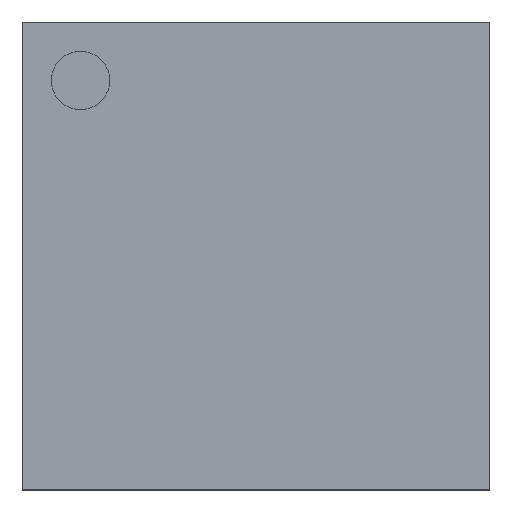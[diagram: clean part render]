
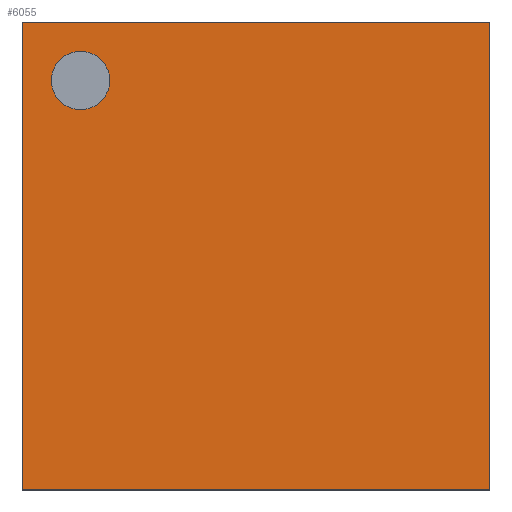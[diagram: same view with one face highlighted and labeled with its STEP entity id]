
A CAD part, top view. The second image highlights one B-rep face of the part: STEP entity #6055.
In plain terms, the highlighted planar face has unit normal (0, 0, 1).
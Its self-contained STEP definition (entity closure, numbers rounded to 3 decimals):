
#5866 = VERTEX_POINT('',#5867);
#5867 = CARTESIAN_POINT('',(-9.,-9.,2.556));
#5874 = PLANE('',#5875);
#5875 = AXIS2_PLACEMENT_3D('',#5876,#5877,#5878);
#5876 = CARTESIAN_POINT('',(-9.,-9.,0.5));
#5877 = DIRECTION('',(1.,0.,0.));
#5878 = DIRECTION('',(0.,0.,1.));
#5886 = PLANE('',#5887);
#5887 = AXIS2_PLACEMENT_3D('',#5888,#5889,#5890);
#5888 = CARTESIAN_POINT('',(-9.,-9.,0.5));
#5889 = DIRECTION('',(0.,1.,0.));
#5890 = DIRECTION('',(0.,0.,1.));
#5927 = VERTEX_POINT('',#5928);
#5928 = CARTESIAN_POINT('',(-9.,9.,2.556));
#5942 = PLANE('',#5943);
#5943 = AXIS2_PLACEMENT_3D('',#5944,#5945,#5946);
#5944 = CARTESIAN_POINT('',(-9.,9.,0.5));
#5945 = DIRECTION('',(0.,1.,0.));
#5946 = DIRECTION('',(0.,0.,1.));
#5954 = EDGE_CURVE('',#5866,#5927,#5955,.T.);
#5955 = SURFACE_CURVE('',#5956,(#5960,#5967),.PCURVE_S1.);
#5956 = LINE('',#5957,#5958);
#5957 = CARTESIAN_POINT('',(-9.,-9.,2.556));
#5958 = VECTOR('',#5959,1.);
#5959 = DIRECTION('',(0.,1.,0.));
#5960 = PCURVE('',#5874,#5961);
#5961 = DEFINITIONAL_REPRESENTATION('',(#5962),#5966);
#5962 = LINE('',#5963,#5964);
#5963 = CARTESIAN_POINT('',(2.056,0.));
#5964 = VECTOR('',#5965,1.);
#5965 = DIRECTION('',(0.,-1.));
#5966 = ( GEOMETRIC_REPRESENTATION_CONTEXT(2) 
PARAMETRIC_REPRESENTATION_CONTEXT() REPRESENTATION_CONTEXT('2D SPACE',''
  ) );
#5967 = PCURVE('',#5968,#5973);
#5968 = PLANE('',#5969);
#5969 = AXIS2_PLACEMENT_3D('',#5970,#5971,#5972);
#5970 = CARTESIAN_POINT('',(-9.,-9.,2.556));
#5971 = DIRECTION('',(0.,0.,1.));
#5972 = DIRECTION('',(1.,0.,0.));
#5973 = DEFINITIONAL_REPRESENTATION('',(#5974),#5978);
#5974 = LINE('',#5975,#5976);
#5975 = CARTESIAN_POINT('',(0.,0.));
#5976 = VECTOR('',#5977,1.);
#5977 = DIRECTION('',(0.,1.));
#5978 = ( GEOMETRIC_REPRESENTATION_CONTEXT(2) 
PARAMETRIC_REPRESENTATION_CONTEXT() REPRESENTATION_CONTEXT('2D SPACE',''
  ) );
#6007 = EDGE_CURVE('',#5866,#6008,#6010,.T.);
#6008 = VERTEX_POINT('',#6009);
#6009 = CARTESIAN_POINT('',(9.,-9.,2.556));
#6010 = SURFACE_CURVE('',#6011,(#6015,#6022),.PCURVE_S1.);
#6011 = LINE('',#6012,#6013);
#6012 = CARTESIAN_POINT('',(-9.,-9.,2.556));
#6013 = VECTOR('',#6014,1.);
#6014 = DIRECTION('',(1.,0.,0.));
#6015 = PCURVE('',#5886,#6016);
#6016 = DEFINITIONAL_REPRESENTATION('',(#6017),#6021);
#6017 = LINE('',#6018,#6019);
#6018 = CARTESIAN_POINT('',(2.056,0.));
#6019 = VECTOR('',#6020,1.);
#6020 = DIRECTION('',(0.,1.));
#6021 = ( GEOMETRIC_REPRESENTATION_CONTEXT(2) 
PARAMETRIC_REPRESENTATION_CONTEXT() REPRESENTATION_CONTEXT('2D SPACE',''
  ) );
#6022 = PCURVE('',#5968,#6023);
#6023 = DEFINITIONAL_REPRESENTATION('',(#6024),#6028);
#6024 = LINE('',#6025,#6026);
#6025 = CARTESIAN_POINT('',(0.,0.));
#6026 = VECTOR('',#6027,1.);
#6027 = DIRECTION('',(1.,0.));
#6028 = ( GEOMETRIC_REPRESENTATION_CONTEXT(2) 
PARAMETRIC_REPRESENTATION_CONTEXT() REPRESENTATION_CONTEXT('2D SPACE',''
  ) );
#6044 = PLANE('',#6045);
#6045 = AXIS2_PLACEMENT_3D('',#6046,#6047,#6048);
#6046 = CARTESIAN_POINT('',(9.,-9.,0.5));
#6047 = DIRECTION('',(1.,0.,0.));
#6048 = DIRECTION('',(0.,0.,1.));
#6055 = ADVANCED_FACE('',(#6056,#6104),#5968,.T.);
#6056 = FACE_BOUND('',#6057,.T.);
#6057 = EDGE_LOOP('',(#6058,#6059,#6060,#6083));
#6058 = ORIENTED_EDGE('',*,*,#5954,.F.);
#6059 = ORIENTED_EDGE('',*,*,#6007,.T.);
#6060 = ORIENTED_EDGE('',*,*,#6061,.T.);
#6061 = EDGE_CURVE('',#6008,#6062,#6064,.T.);
#6062 = VERTEX_POINT('',#6063);
#6063 = CARTESIAN_POINT('',(9.,9.,2.556));
#6064 = SURFACE_CURVE('',#6065,(#6069,#6076),.PCURVE_S1.);
#6065 = LINE('',#6066,#6067);
#6066 = CARTESIAN_POINT('',(9.,-9.,2.556));
#6067 = VECTOR('',#6068,1.);
#6068 = DIRECTION('',(0.,1.,0.));
#6069 = PCURVE('',#5968,#6070);
#6070 = DEFINITIONAL_REPRESENTATION('',(#6071),#6075);
#6071 = LINE('',#6072,#6073);
#6072 = CARTESIAN_POINT('',(18.,0.));
#6073 = VECTOR('',#6074,1.);
#6074 = DIRECTION('',(0.,1.));
#6075 = ( GEOMETRIC_REPRESENTATION_CONTEXT(2) 
PARAMETRIC_REPRESENTATION_CONTEXT() REPRESENTATION_CONTEXT('2D SPACE',''
  ) );
#6076 = PCURVE('',#6044,#6077);
#6077 = DEFINITIONAL_REPRESENTATION('',(#6078),#6082);
#6078 = LINE('',#6079,#6080);
#6079 = CARTESIAN_POINT('',(2.056,0.));
#6080 = VECTOR('',#6081,1.);
#6081 = DIRECTION('',(0.,-1.));
#6082 = ( GEOMETRIC_REPRESENTATION_CONTEXT(2) 
PARAMETRIC_REPRESENTATION_CONTEXT() REPRESENTATION_CONTEXT('2D SPACE',''
  ) );
#6083 = ORIENTED_EDGE('',*,*,#6084,.F.);
#6084 = EDGE_CURVE('',#5927,#6062,#6085,.T.);
#6085 = SURFACE_CURVE('',#6086,(#6090,#6097),.PCURVE_S1.);
#6086 = LINE('',#6087,#6088);
#6087 = CARTESIAN_POINT('',(-9.,9.,2.556));
#6088 = VECTOR('',#6089,1.);
#6089 = DIRECTION('',(1.,0.,0.));
#6090 = PCURVE('',#5968,#6091);
#6091 = DEFINITIONAL_REPRESENTATION('',(#6092),#6096);
#6092 = LINE('',#6093,#6094);
#6093 = CARTESIAN_POINT('',(0.,18.));
#6094 = VECTOR('',#6095,1.);
#6095 = DIRECTION('',(1.,0.));
#6096 = ( GEOMETRIC_REPRESENTATION_CONTEXT(2) 
PARAMETRIC_REPRESENTATION_CONTEXT() REPRESENTATION_CONTEXT('2D SPACE',''
  ) );
#6097 = PCURVE('',#5942,#6098);
#6098 = DEFINITIONAL_REPRESENTATION('',(#6099),#6103);
#6099 = LINE('',#6100,#6101);
#6100 = CARTESIAN_POINT('',(2.056,0.));
#6101 = VECTOR('',#6102,1.);
#6102 = DIRECTION('',(0.,1.));
#6103 = ( GEOMETRIC_REPRESENTATION_CONTEXT(2) 
PARAMETRIC_REPRESENTATION_CONTEXT() REPRESENTATION_CONTEXT('2D SPACE',''
  ) );
#6104 = FACE_BOUND('',#6105,.T.);
#6105 = EDGE_LOOP('',(#6106));
#6106 = ORIENTED_EDGE('',*,*,#6107,.F.);
#6107 = EDGE_CURVE('',#6108,#6108,#6110,.T.);
#6108 = VERTEX_POINT('',#6109);
#6109 = CARTESIAN_POINT('',(-5.625,6.75,2.556));
#6110 = SURFACE_CURVE('',#6111,(#6116,#6123),.PCURVE_S1.);
#6111 = CIRCLE('',#6112,1.125);
#6112 = AXIS2_PLACEMENT_3D('',#6113,#6114,#6115);
#6113 = CARTESIAN_POINT('',(-6.75,6.75,2.556));
#6114 = DIRECTION('',(0.,0.,1.));
#6115 = DIRECTION('',(1.,0.,0.));
#6116 = PCURVE('',#5968,#6117);
#6117 = DEFINITIONAL_REPRESENTATION('',(#6118),#6122);
#6118 = CIRCLE('',#6119,1.125);
#6119 = AXIS2_PLACEMENT_2D('',#6120,#6121);
#6120 = CARTESIAN_POINT('',(2.25,15.75));
#6121 = DIRECTION('',(1.,0.));
#6122 = ( GEOMETRIC_REPRESENTATION_CONTEXT(2) 
PARAMETRIC_REPRESENTATION_CONTEXT() REPRESENTATION_CONTEXT('2D SPACE',''
  ) );
#6123 = PCURVE('',#6124,#6129);
#6124 = CYLINDRICAL_SURFACE('',#6125,1.125);
#6125 = AXIS2_PLACEMENT_3D('',#6126,#6127,#6128);
#6126 = CARTESIAN_POINT('',(-6.75,6.75,2.3));
#6127 = DIRECTION('',(0.,0.,1.));
#6128 = DIRECTION('',(1.,0.,0.));
#6129 = DEFINITIONAL_REPRESENTATION('',(#6130),#6134);
#6130 = LINE('',#6131,#6132);
#6131 = CARTESIAN_POINT('',(0.,0.256));
#6132 = VECTOR('',#6133,1.);
#6133 = DIRECTION('',(1.,0.));
#6134 = ( GEOMETRIC_REPRESENTATION_CONTEXT(2) 
PARAMETRIC_REPRESENTATION_CONTEXT() REPRESENTATION_CONTEXT('2D SPACE',''
  ) );
